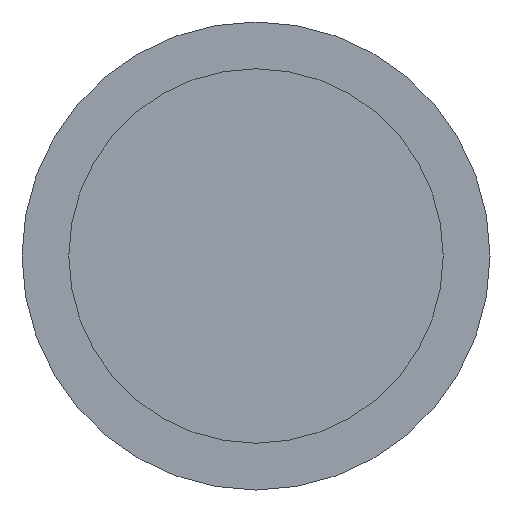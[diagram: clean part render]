
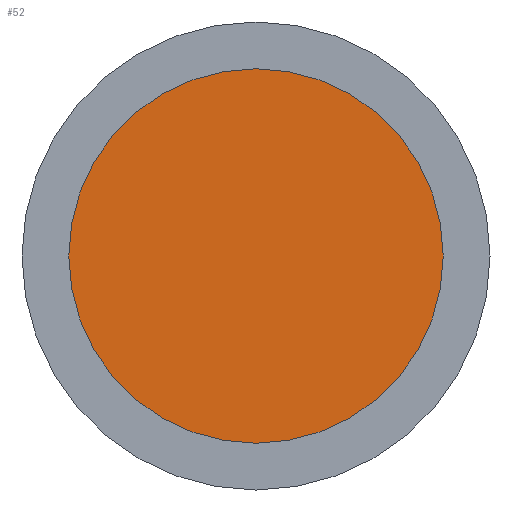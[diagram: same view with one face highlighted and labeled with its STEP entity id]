
A CAD part, front view. The second image highlights one B-rep face of the part: STEP entity #52.
In plain terms, the highlighted planar face has unit normal (0, -1, 0).
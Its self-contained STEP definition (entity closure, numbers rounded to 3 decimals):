
#52=ADVANCED_FACE('',(#100),#101,.T.);
#100=FACE_OUTER_BOUND('',#139,.T.);
#101=PLANE('',#140);
#139=EDGE_LOOP('',(#213,#214));
#140=AXIS2_PLACEMENT_3D('',#215,#216,#217);
#213=ORIENTED_EDGE('',*,*,#244,.T.);
#214=ORIENTED_EDGE('',*,*,#220,.T.);
#215=CARTESIAN_POINT('',(0.0,0.0,0.0));
#216=DIRECTION('',(0.0,-1.0,0.0));
#217=DIRECTION('',(-1.0,0.0,0.0));
#220=EDGE_CURVE('',#250,#247,#251,.T.);
#244=EDGE_CURVE('',#247,#250,#284,.T.);
#247=VERTEX_POINT('',#287);
#250=VERTEX_POINT('',#291);
#251=CIRCLE('',#292,18.0);
#284=CIRCLE('',#330,18.0);
#287=CARTESIAN_POINT('',(18.0,0.0,0.0));
#291=CARTESIAN_POINT('',(-18.0,0.0,0.));
#292=AXIS2_PLACEMENT_3D('',#333,#334,#335);
#330=AXIS2_PLACEMENT_3D('',#371,#372,#373);
#333=CARTESIAN_POINT('',(0.0,0.0,0.0));
#334=DIRECTION('',(0.0,-1.0,0.0));
#335=DIRECTION('',(1.0,0.0,0.0));
#371=CARTESIAN_POINT('',(0.0,0.0,0.0));
#372=DIRECTION('',(0.0,-1.0,0.0));
#373=DIRECTION('',(1.0,0.0,0.0));
